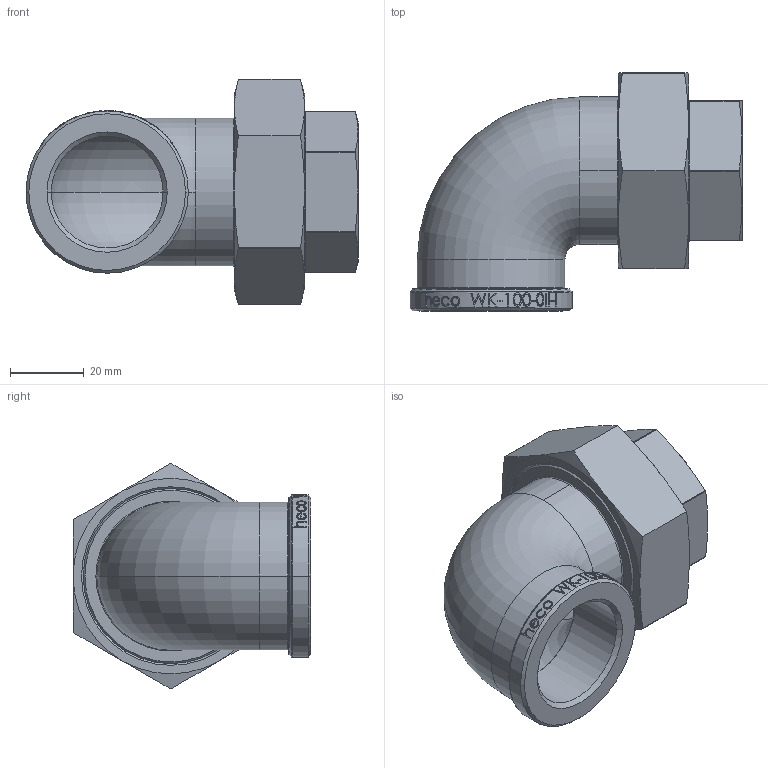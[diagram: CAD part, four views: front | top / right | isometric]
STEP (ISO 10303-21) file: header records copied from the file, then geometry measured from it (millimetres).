
FILE_DESCRIPTION (( 'STEP AP214' ), '1' );
FILE_NAME ('WK-100-0II-I heco.STEP', '2017-09-21T12:27:32', ( '' ), ( '' ), 'SwSTEP 2.0', 'SolidWorks 2016', '' );
FILE_SCHEMA (( 'AUTOMOTIVE_DESIGN' ));
Length unit declared in the file: millimetre
Products named in the file (1): WK-100-0II-I heco
Bounding box: 90 x 64.5 x 61.15 mm (x, y, z)
Volume: 58579.8 mm3; surface area: 27815.9 mm2
Topology: 1 solids, 1 shells, 275 faces, 678 edges, 435 vertices
Faces by surface type: bspline 78, plane 76, cylinder 71, cone 32, torus 18
Entity records: 22238 total; most frequent: CARTESIAN_POINT 13389, ORIENTED_EDGE 1356, DIRECTION 952, EDGE_CURVE 678, VERTEX_POINT 435, AXIS2_PLACEMENT_3D 393, EDGE_LOOP 307, B_SPLINE_CURVE_WITH_KNOTS 281
